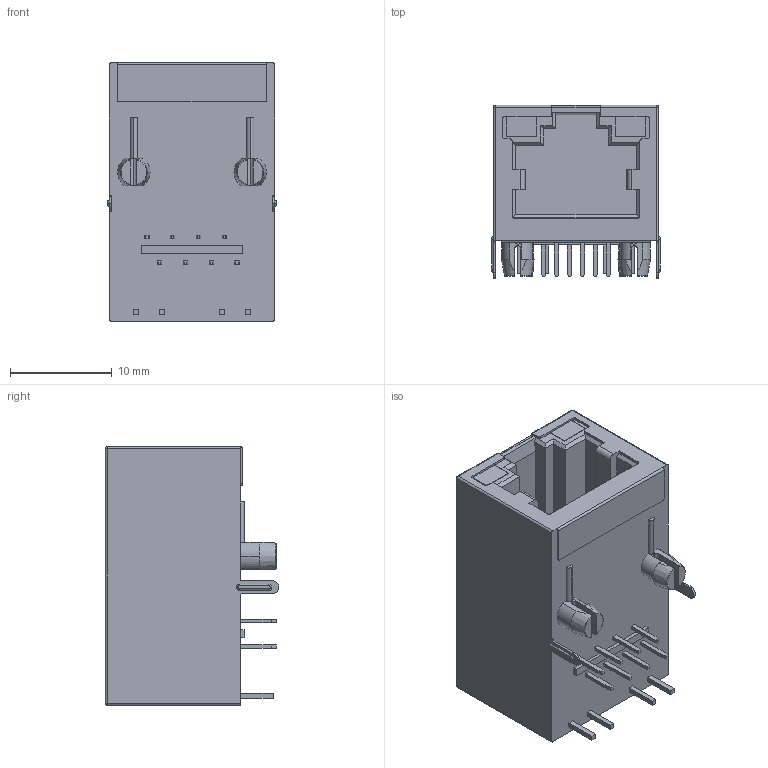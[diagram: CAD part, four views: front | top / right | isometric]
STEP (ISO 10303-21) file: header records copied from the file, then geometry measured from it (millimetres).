
FILE_DESCRIPTION (( 'STEP AP214' ), '1' );
FILE_NAME ('TMJ1011BBNL.STEP', '2022-11-04T10:59:55', ( '' ), ( '' ), 'SwSTEP 2.0', 'SolidWorks 2022', '' );
FILE_SCHEMA (( 'AUTOMOTIVE_DESIGN' ));
Length unit declared in the file: millimetre
Products named in the file (1): TMJ1011BBNL
Bounding box: 16.55 x 17.05 x 25.4 mm (x, y, z)
Volume: 4645.6 mm3; surface area: 2563.2 mm2
Topology: 1 solids, 1 shells, 589 faces, 1575 edges, 1038 vertices
Faces by surface type: plane 403, bspline 120, cylinder 54, sphere 4, cone 4, torus 4
Entity records: 23733 total; most frequent: CARTESIAN_POINT 9723, ORIENTED_EDGE 3142, DIRECTION 2401, EDGE_CURVE 1571, VECTOR 1185, LINE 1185, VERTEX_POINT 1038, EDGE_LOOP 643
